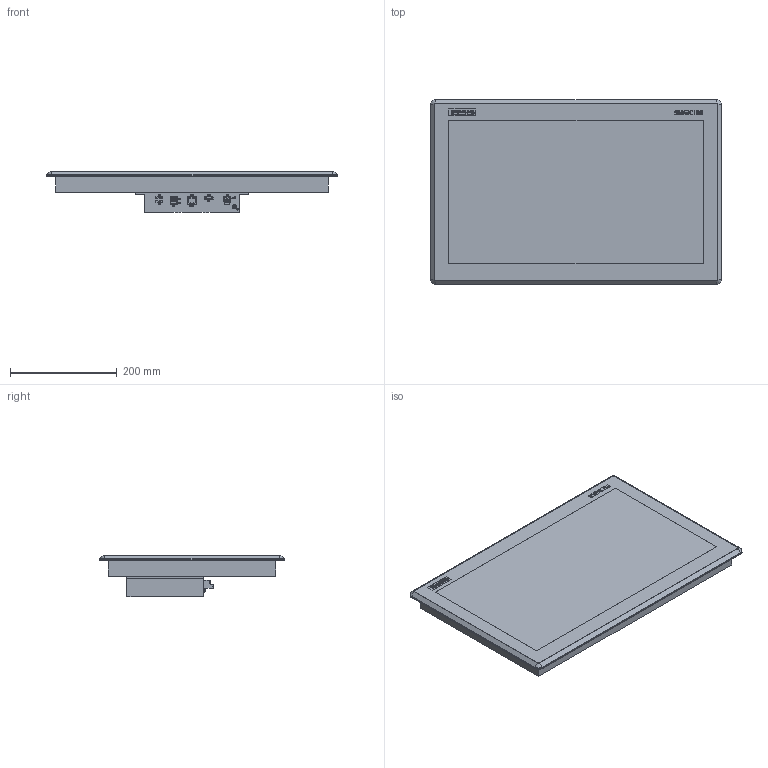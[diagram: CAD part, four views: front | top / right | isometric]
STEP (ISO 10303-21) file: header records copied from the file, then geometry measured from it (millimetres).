
FILE_DESCRIPTION(/* description */ (''),/* implementation_level */ '2;1');
FILE_NAME(/* name */ '6AV7285-6LH00-0AA0_3d.stp',/* time_stamp */ '2024-05-16T18:52:50+08:00',/* author */ (''),/* organization */ (''),/* preprocessor_version */ 'ST-DEVELOPER v18.102',/* originating_system */ 'SIEMENS PLM Software NX 2023',/* authorisation */ '');
FILE_SCHEMA (('AUTOMOTIVE_DESIGN { 1 0 10303 214 3 1 1 1 }'));
Products named in the file (4): A5E42332630A_RS-AA_003_2-Power Supply Connector; A5E53797306A_RS-AA_001_2-Labeling; A5E53797301A_RS-AA_001_2-Box; A5E53797296A_RS-AA_001_2-CAx_6AV72856LH000AA0
Assembly tree (3 placements, depth 2):
  A5E53797296A_RS-AA_001_2-CAx_6AV72856LH000AA0
    A5E53797301A_RS-AA_001_2-Box
    A5E53797306A_RS-AA_001_2-Labeling
    A5E42332630A_RS-AA_003_2-Power Supply Connector
Bounding box: 544.7 x 346.15 x 77.5 mm (x, y, z)
Volume: 7454923.7 mm3; surface area: 480453 mm2
Topology: 105 solids, 105 shells, 1604 faces, 3920 edges, 2607 vertices
Faces by surface type: plane 1175, extrusion 225, cylinder 195, cone 5, bspline 4
Full cylindrical faces by diameter (mm): 1.4 x2, 2.272 x4, 2.5 x2, 2.8 x2, 3.422 x4, 3.5 x2, 4.25 x4, 5.4 x4, 5.6 x6, 6.6 x6, 8 x1
Entity records: 59827 total; most frequent: CARTESIAN_POINT 18255, ORIENTED_EDGE 7748, DIRECTION 5567, EDGE_CURVE 3874, VERTEX_POINT 2602, VECTOR 1973, B_SPLINE_CURVE_WITH_KNOTS 1949, EDGE_LOOP 1798
